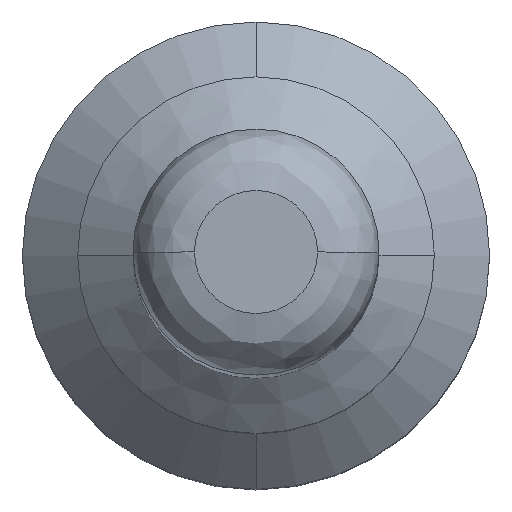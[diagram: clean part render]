
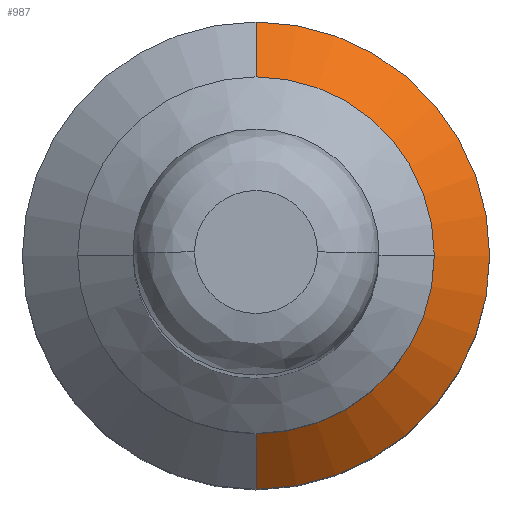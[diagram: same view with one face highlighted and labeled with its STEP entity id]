
A CAD part, top view. The second image highlights one B-rep face of the part: STEP entity #987.
In plain terms, the highlighted conical face has half-angle 48.189 degrees and reference radius 1.675 mm.
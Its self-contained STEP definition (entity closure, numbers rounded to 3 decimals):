
#268=CARTESIAN_POINT('',(0.,0.,-16.685));
#269=DIRECTION('',(0.,0.,1.));
#270=DIRECTION('',(0.,-1.,0.));
#271=AXIS2_PLACEMENT_3D('',#268,#269,#270);
#277=DIRECTION('',(0.,0.745,0.667));
#278=VECTOR('',#277,0.604);
#279=CARTESIAN_POINT('',(0.,-1.9,-17.088));
#280=LINE('',#279,#278);
#281=DIRECTION('',(0.,-0.745,0.667));
#282=VECTOR('',#281,0.604);
#283=CARTESIAN_POINT('',(0.,1.9,-17.088));
#284=LINE('',#283,#282);
#290=CARTESIAN_POINT('',(0.,0.,-17.088));
#291=DIRECTION('',(0.,0.,-1.));
#292=DIRECTION('',(1.,0.,0.));
#293=AXIS2_PLACEMENT_3D('',#290,#291,#292);
#308=CARTESIAN_POINT('',(0.,0.,-17.088));
#309=DIRECTION('',(0.,0.,-1.));
#310=DIRECTION('',(0.,1.,0.));
#311=AXIS2_PLACEMENT_3D('',#308,#309,#310);
#773=CARTESIAN_POINT('',(0.,-1.45,-16.685));
#774=CARTESIAN_POINT('',(0.,1.45,-16.685));
#775=VERTEX_POINT('',#773);
#776=VERTEX_POINT('',#774);
#785=CARTESIAN_POINT('',(0.,-1.9,-17.088));
#787=VERTEX_POINT('',#785);
#789=CARTESIAN_POINT('',(1.9,0.,-17.088));
#790=VERTEX_POINT('',#789);
#791=CARTESIAN_POINT('',(0.,1.9,-17.088));
#792=VERTEX_POINT('',#791);
#971=CARTESIAN_POINT('',(0.,0.,-16.887));
#972=DIRECTION('',(0.,0.,-1.));
#973=DIRECTION('',(0.,-1.,0.));
#974=AXIS2_PLACEMENT_3D('',#971,#972,#973);
#975=CONICAL_SURFACE('',#974,1.675,48.189);
#977=ORIENTED_EDGE('',*,*,#976,.T.);
#979=ORIENTED_EDGE('',*,*,#978,.T.);
#980=ORIENTED_EDGE('',*,*,#964,.T.);
#982=ORIENTED_EDGE('',*,*,#981,.F.);
#984=ORIENTED_EDGE('',*,*,#983,.T.);
#985=EDGE_LOOP('',(#977,#979,#980,#982,#984));
#986=FACE_OUTER_BOUND('',#985,.F.);
#987=ADVANCED_FACE('',(#986),#975,.T.);
#272=CIRCLE('',#271,1.45);
#294=CIRCLE('',#293,1.9);
#312=CIRCLE('',#311,1.9);
#964=EDGE_CURVE('',#775,#776,#272,.T.);
#976=EDGE_CURVE('',#790,#787,#294,.T.);
#978=EDGE_CURVE('',#787,#775,#280,.T.);
#981=EDGE_CURVE('',#792,#776,#284,.T.);
#983=EDGE_CURVE('',#792,#790,#312,.T.);
